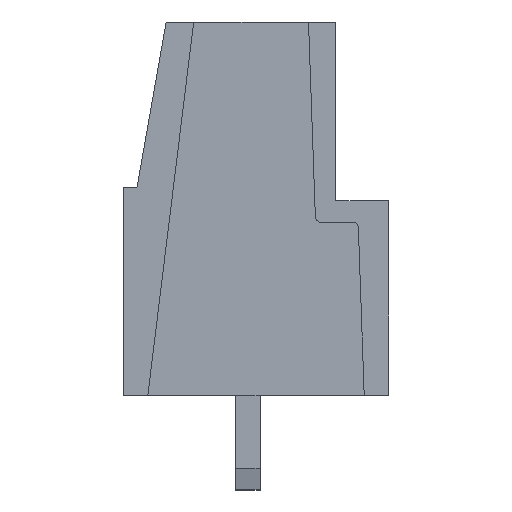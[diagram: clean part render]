
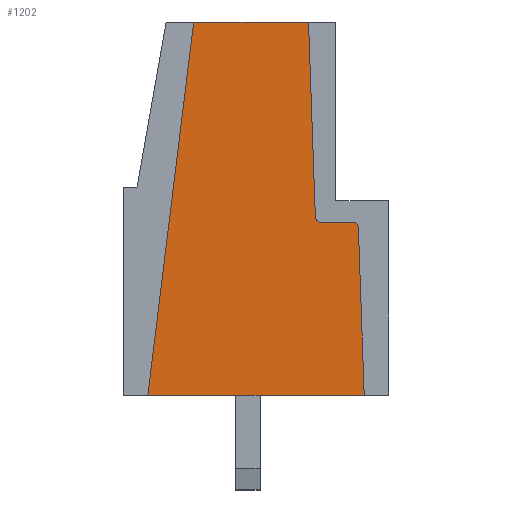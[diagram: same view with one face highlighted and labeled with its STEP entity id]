
A CAD part, left-side view. The second image highlights one B-rep face of the part: STEP entity #1202.
In plain terms, the highlighted planar face has unit normal (-1, 0, 0).
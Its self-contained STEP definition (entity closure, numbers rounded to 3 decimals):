
#1202 = ADVANCED_FACE( '', ( #2483 ), #2484, .T. );
#2483 = FACE_OUTER_BOUND( '', #3817, .T. );
#2484 = PLANE( '', #3818 );
#3817 = EDGE_LOOP( '', ( #7279, #7280, #7281, #7282, #7283, #7284, #7285, #7286 ) );
#3818 = AXIS2_PLACEMENT_3D( '', #7287, #7288, #7289 );
#7279 = ORIENTED_EDGE( '', *, *, #8831, .T. );
#7280 = ORIENTED_EDGE( '', *, *, #9399, .F. );
#7281 = ORIENTED_EDGE( '', *, *, #8425, .T. );
#7282 = ORIENTED_EDGE( '', *, *, #9108, .F. );
#7283 = ORIENTED_EDGE( '', *, *, #9393, .T. );
#7284 = ORIENTED_EDGE( '', *, *, #8861, .T. );
#7285 = ORIENTED_EDGE( '', *, *, #8255, .T. );
#7286 = ORIENTED_EDGE( '', *, *, #9335, .T. );
#7287 = CARTESIAN_POINT( '', ( -3., -8.205, 3.359 ) );
#7288 = DIRECTION( '', ( -1., 0., 0. ) );
#7289 = DIRECTION( '', ( 0., 0., 1. ) );
#8255 = EDGE_CURVE( '', #10003, #10007, #10009, .T. );
#8425 = EDGE_CURVE( '', #10303, #10308, #10310, .T. );
#8831 = EDGE_CURVE( '', #10933, #10931, #10934, .T. );
#8861 = EDGE_CURVE( '', #10973, #10003, #10974, .T. );
#9108 = EDGE_CURVE( '', #11316, #10308, #11318, .T. );
#9335 = EDGE_CURVE( '', #10007, #10933, #11593, .T. );
#9393 = EDGE_CURVE( '', #11316, #10973, #11661, .T. );
#9399 = EDGE_CURVE( '', #10303, #10931, #11667, .T. );
#10003 = VERTEX_POINT( '', #12482 );
#10007 = VERTEX_POINT( '', #12488 );
#10009 = LINE( '', #12491, #12492 );
#10303 = VERTEX_POINT( '', #12917 );
#10308 = VERTEX_POINT( '', #12924 );
#10310 = LINE( '', #12927, #12928 );
#10931 = VERTEX_POINT( '', #13837 );
#10933 = VERTEX_POINT( '', #13840 );
#10934 = LINE( '', #13841, #13842 );
#10973 = VERTEX_POINT( '', #13898 );
#10974 = CIRCLE( '', #13899, 0.2 );
#11316 = VERTEX_POINT( '', #14409 );
#11318 = LINE( '', #14412, #14413 );
#11593 = CIRCLE( '', #14829, 0.2 );
#11661 = LINE( '', #14924, #14925 );
#11667 = LINE( '', #14933, #14934 );
#12482 = CARTESIAN_POINT( '', ( -3., -8.483, 6.4 ) );
#12488 = CARTESIAN_POINT( '', ( -3., -7.293, 6.4 ) );
#12491 = CARTESIAN_POINT( '', ( -3., -8.483, 6.4 ) );
#12492 = VECTOR( '', #15360, 1000. );
#12917 = CARTESIAN_POINT( '', ( -3., -2.594, 13.8 ) );
#12924 = CARTESIAN_POINT( '', ( -3., -0.9, 0. ) );
#12927 = CARTESIAN_POINT( '', ( -3., -2.594, 13.8 ) );
#12928 = VECTOR( '', #15537, 1000. );
#13837 = CARTESIAN_POINT( '', ( -3., -6.842, 13.8 ) );
#13840 = CARTESIAN_POINT( '', ( -3., -7.093, 6.593 ) );
#13841 = CARTESIAN_POINT( '', ( -3., -7.093, 6.593 ) );
#13842 = VECTOR( '', #15896, 1000. );
#13898 = CARTESIAN_POINT( '', ( -3., -8.683, 6.207 ) );
#13899 = AXIS2_PLACEMENT_3D( '', #15926, #15927, #15928 );
#14409 = CARTESIAN_POINT( '', ( -3., -8.9, 0. ) );
#14412 = CARTESIAN_POINT( '', ( -3., -8.9, 0. ) );
#14413 = VECTOR( '', #16128, 1000. );
#14829 = AXIS2_PLACEMENT_3D( '', #16294, #16295, #16296 );
#14924 = CARTESIAN_POINT( '', ( -3., -8.9, 0. ) );
#14925 = VECTOR( '', #16339, 1000. );
#14933 = CARTESIAN_POINT( '', ( -3., -2.594, 13.8 ) );
#14934 = VECTOR( '', #16342, 1000. );
#15360 = DIRECTION( '', ( 0., 1., 0. ) );
#15537 = DIRECTION( '', ( 0., 0.122, -0.993 ) );
#15896 = DIRECTION( '', ( 0., 0.035, 0.999 ) );
#15926 = CARTESIAN_POINT( '', ( -3., -8.483, 6.2 ) );
#15927 = DIRECTION( '', ( -1., 0., 0. ) );
#15928 = DIRECTION( '', ( 0., -0.999, 0.035 ) );
#16128 = DIRECTION( '', ( 0., 1., 0. ) );
#16294 = CARTESIAN_POINT( '', ( -3., -7.293, 6.6 ) );
#16295 = DIRECTION( '', ( 1., 0., 0. ) );
#16296 = DIRECTION( '', ( 0., 0., -1. ) );
#16339 = DIRECTION( '', ( 0., 0.035, 0.999 ) );
#16342 = DIRECTION( '', ( 0., -1., 0. ) );
